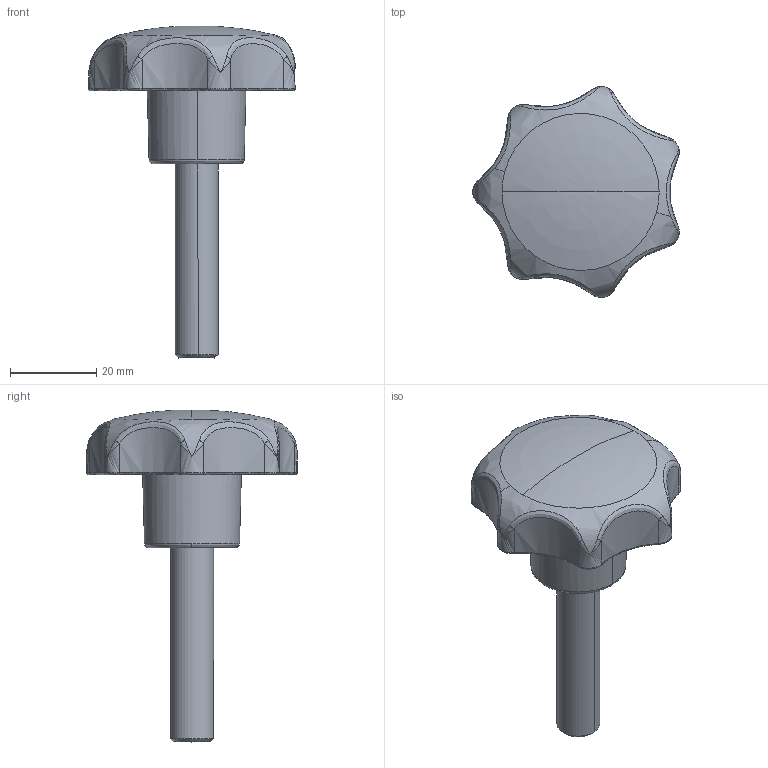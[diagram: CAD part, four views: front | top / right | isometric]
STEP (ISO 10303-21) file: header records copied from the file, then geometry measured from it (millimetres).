
FILE_DESCRIPTION((''),'2;1');
FILE_NAME('','2008-01-22T09:50:10',(''),(''),'','CADfix','');
FILE_SCHEMA(('AUTOMOTIVE_DESIGN { 1 0 10303 214 1 1 1 1 }'));
Length unit declared in the file: millimetre
Bounding box: 47.87 x 48.92 x 77 mm (x, y, z)
Volume: 22675.9 mm3; surface area: 10972.4 mm2
Topology: 2 solids, 2 shells, 89 faces, 253 edges, 155 vertices
Faces by surface type: bspline 89
Entity records: 7253 total; most frequent: CARTESIAN_POINT 5938, ORIENTED_EDGE 474, EDGE_CURVE 237, VERTEX_POINT 155, B_SPLINE_CURVE_WITH_KNOTS 99, EDGE_LOOP 92, FACE_OUTER_BOUND 89, ADVANCED_FACE 89
